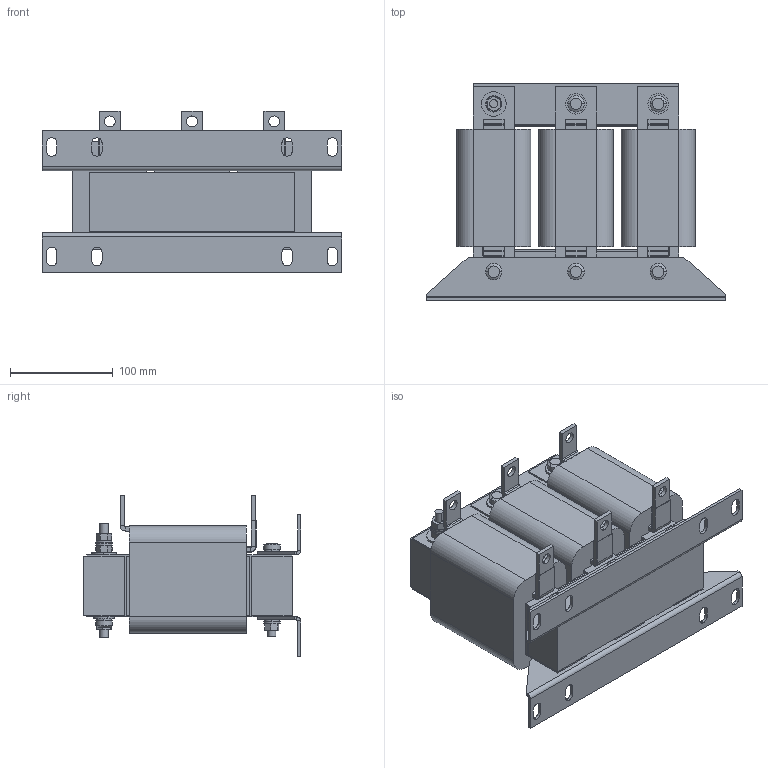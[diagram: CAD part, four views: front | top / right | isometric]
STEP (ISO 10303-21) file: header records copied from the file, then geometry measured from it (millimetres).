
FILE_DESCRIPTION (( 'STEP AP214' ), '1' );
FILE_NAME ('218539.STEP', '2020-06-04T10:55:30', ( '' ), ( '' ), 'SwSTEP 2.0', 'SolidWorks 2018', '' );
FILE_SCHEMA (( 'AUTOMOTIVE_DESIGN' ));
Length unit declared in the file: millimetre
Products named in the file (1): 218539
Bounding box: 291 x 211.3 x 157.5 mm (x, y, z)
Volume: 3699876.9 mm3; surface area: 314204.6 mm2
Topology: 1 solids, 1 shells, 533 faces, 1314 edges, 828 vertices
Faces by surface type: plane 343, cylinder 164, torus 14, sphere 12
Entity records: 15734 total; most frequent: DIRECTION 2766, CARTESIAN_POINT 2696, ORIENTED_EDGE 2628, EDGE_CURVE 1314, AXIS2_PLACEMENT_3D 922, LINE 922, VECTOR 922, VERTEX_POINT 828
